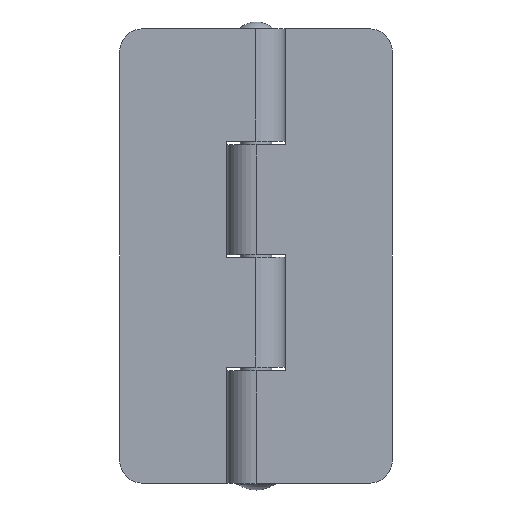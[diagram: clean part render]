
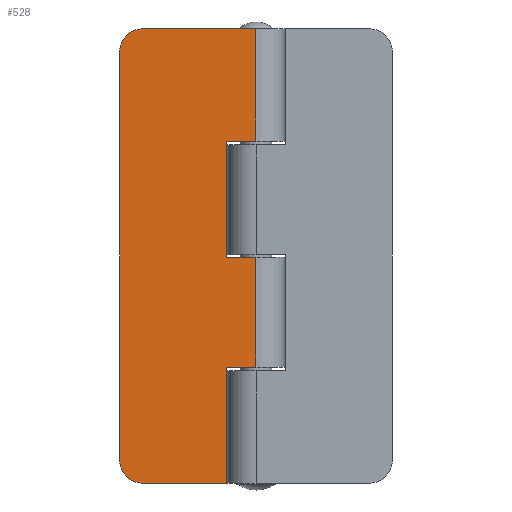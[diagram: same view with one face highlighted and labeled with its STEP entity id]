
A CAD part, front view. The second image highlights one B-rep face of the part: STEP entity #528.
In plain terms, the highlighted planar face has unit normal (0, -1, 0).
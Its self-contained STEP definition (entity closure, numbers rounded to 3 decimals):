
#45=PLANE('',#588);
#58=LINE('',#844,#99);
#62=LINE('',#857,#103);
#65=LINE('',#865,#106);
#68=LINE('',#871,#109);
#71=LINE('',#883,#112);
#74=LINE('',#891,#115);
#78=LINE('',#904,#119);
#81=LINE('',#916,#122);
#82=LINE('',#918,#123);
#83=LINE('',#919,#124);
#99=VECTOR('',#661,25.);
#103=VECTOR('',#675,90.);
#106=VECTOR('',#684,18.5);
#109=VECTOR('',#689,25.55);
#112=VECTOR('',#700,6.5);
#115=VECTOR('',#705,6.5);
#119=VECTOR('',#717,25.55);
#122=VECTOR('',#728,6.5);
#123=VECTOR('',#731,24.2);
#124=VECTOR('',#732,24.7);
#161=FACE_OUTER_BOUND('',#193,.T.);
#193=EDGE_LOOP('',(#441,#442,#443,#444,#445,#446,#447,#448,#449,#450,#451,
#452));
#227=CIRCLE('',#569,5.);
#228=CIRCLE('',#572,5.);
#258=VERTEX_POINT('',#841);
#259=VERTEX_POINT('',#843);
#262=VERTEX_POINT('',#851);
#263=VERTEX_POINT('',#855);
#264=VERTEX_POINT('',#859);
#265=VERTEX_POINT('',#863);
#267=VERTEX_POINT('',#869);
#272=VERTEX_POINT('',#881);
#275=VERTEX_POINT('',#888);
#276=VERTEX_POINT('',#890);
#281=VERTEX_POINT('',#902);
#286=VERTEX_POINT('',#914);
#312=EDGE_CURVE('',#258,#259,#58,.T.);
#317=EDGE_CURVE('',#262,#258,#227,.T.);
#319=EDGE_CURVE('',#262,#263,#62,.T.);
#321=EDGE_CURVE('',#264,#263,#228,.T.);
#323=EDGE_CURVE('',#265,#264,#65,.T.);
#326=EDGE_CURVE('',#265,#267,#68,.T.);
#332=EDGE_CURVE('',#267,#272,#71,.T.);
#335=EDGE_CURVE('',#276,#275,#74,.T.);
#342=EDGE_CURVE('',#275,#281,#78,.T.);
#348=EDGE_CURVE('',#281,#286,#81,.T.);
#349=EDGE_CURVE('',#276,#272,#82,.T.);
#350=EDGE_CURVE('',#259,#286,#83,.T.);
#441=ORIENTED_EDGE('',*,*,#326,.T.);
#442=ORIENTED_EDGE('',*,*,#332,.T.);
#443=ORIENTED_EDGE('',*,*,#349,.F.);
#444=ORIENTED_EDGE('',*,*,#335,.T.);
#445=ORIENTED_EDGE('',*,*,#342,.T.);
#446=ORIENTED_EDGE('',*,*,#348,.T.);
#447=ORIENTED_EDGE('',*,*,#350,.F.);
#448=ORIENTED_EDGE('',*,*,#312,.F.);
#449=ORIENTED_EDGE('',*,*,#317,.F.);
#450=ORIENTED_EDGE('',*,*,#319,.T.);
#451=ORIENTED_EDGE('',*,*,#321,.F.);
#452=ORIENTED_EDGE('',*,*,#323,.F.);
#528=ADVANCED_FACE('',(#161),#45,.T.);
#569=AXIS2_PLACEMENT_3D('',#853,#670,#671);
#572=AXIS2_PLACEMENT_3D('',#861,#679,#680);
#588=AXIS2_PLACEMENT_3D('',#917,#729,#730);
#661=DIRECTION('',(1.,0.,0.));
#670=DIRECTION('center_axis',(0.,1.,0.));
#671=DIRECTION('ref_axis',(-0.707,0.,0.707));
#675=DIRECTION('',(0.,0.,-1.));
#679=DIRECTION('center_axis',(0.,1.,0.));
#680=DIRECTION('ref_axis',(-0.707,0.,-0.707));
#684=DIRECTION('',(-1.,0.,0.));
#689=DIRECTION('',(0.,0.,1.));
#700=DIRECTION('',(1.,0.,0.));
#705=DIRECTION('',(-1.,0.,0.));
#717=DIRECTION('',(0.,0.,1.));
#728=DIRECTION('',(1.,0.,0.));
#729=DIRECTION('center_axis',(0.,-1.,0.));
#730=DIRECTION('ref_axis',(-1.,0.,0.));
#731=DIRECTION('',(0.,0.,-1.));
#732=DIRECTION('',(0.,0.,-1.));
#841=CARTESIAN_POINT('',(-25.,0.,0.));
#843=CARTESIAN_POINT('',(0.,0.,0.));
#844=CARTESIAN_POINT('',(-30.,0.,0.));
#851=CARTESIAN_POINT('',(-30.,0.,-5.));
#853=CARTESIAN_POINT('Origin',(-25.,0.,-5.));
#855=CARTESIAN_POINT('',(-30.,0.,-95.));
#857=CARTESIAN_POINT('',(-30.,0.,0.));
#859=CARTESIAN_POINT('',(-25.,0.,-100.));
#861=CARTESIAN_POINT('Origin',(-25.,0.,-95.));
#863=CARTESIAN_POINT('',(-6.5,0.,-100.));
#865=CARTESIAN_POINT('',(-30.,0.,-100.));
#869=CARTESIAN_POINT('',(-6.5,0.,-74.45));
#871=CARTESIAN_POINT('',(-6.5,0.,-54.225));
#881=CARTESIAN_POINT('',(0.,0.,-74.45));
#883=CARTESIAN_POINT('',(-3.25,0.,-74.45));
#888=CARTESIAN_POINT('',(-6.5,0.,-50.25));
#890=CARTESIAN_POINT('',(0.,0.,-50.25));
#891=CARTESIAN_POINT('',(6.75,0.,-50.25));
#902=CARTESIAN_POINT('',(-6.5,0.,-24.7));
#904=CARTESIAN_POINT('',(-6.5,0.,-25.125));
#914=CARTESIAN_POINT('',(0.,0.,-24.7));
#916=CARTESIAN_POINT('',(-3.25,0.,-24.7));
#917=CARTESIAN_POINT('Origin',(0.,0.,0.));
#918=CARTESIAN_POINT('',(0.,0.,0.));
#919=CARTESIAN_POINT('',(0.,0.,0.));
